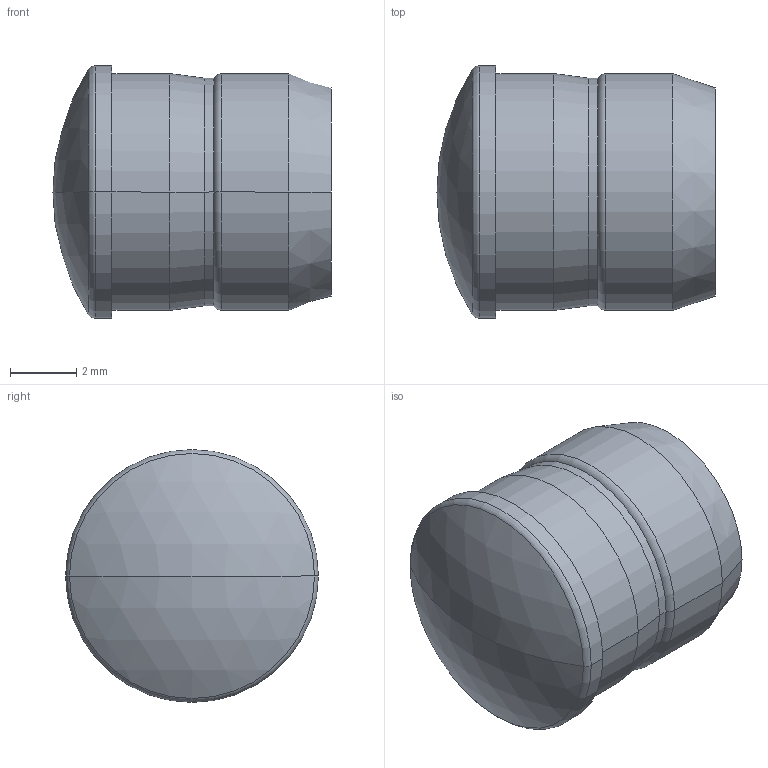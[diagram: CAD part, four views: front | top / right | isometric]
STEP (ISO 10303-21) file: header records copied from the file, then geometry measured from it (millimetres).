
FILE_DESCRIPTION (( 'STEP AP203' ), '1' );
FILE_NAME ('CMC 321 CTP.STEP', '2011-02-24T17:57:14', ( ' ' ), ( ' ' ), 'SwSTEP 2.0', 'SolidWorks 2010', '' );
FILE_SCHEMA (( 'CONFIG_CONTROL_DESIGN' ));
Length unit declared in the file: inch
Products named in the file (1): CMC 321 CTP
Bounding box: 8.38 x 7.62 x 7.62 mm (x, y, z)
Volume: 144.3 mm3; surface area: 380.7 mm2
Topology: 1 solids, 1 shells, 42 faces, 84 edges, 44 vertices
Faces by surface type: cone 24, cylinder 10, torus 4, sphere 2, plane 2
Entity records: 1137 total; most frequent: DIRECTION 216, CARTESIAN_POINT 169, ORIENTED_EDGE 164, AXIS2_PLACEMENT_3D 91, EDGE_CURVE 82, CIRCLE 48, VERTEX_POINT 44, EDGE_LOOP 44
